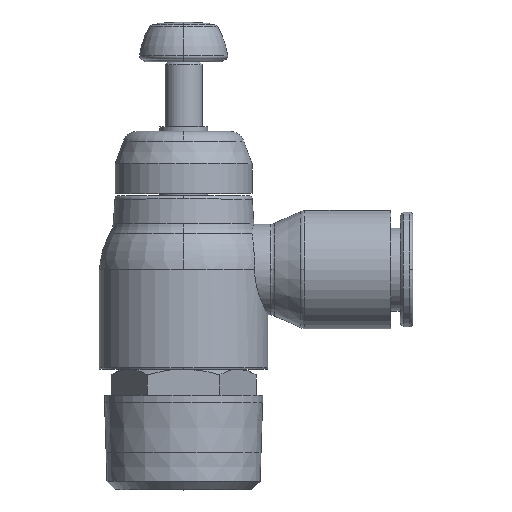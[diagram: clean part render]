
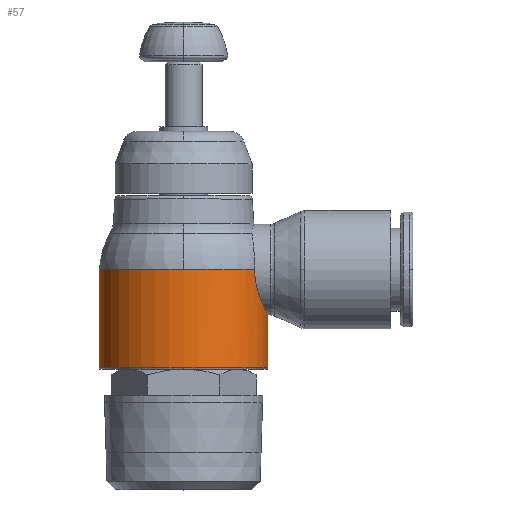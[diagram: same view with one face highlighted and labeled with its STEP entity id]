
A CAD part, top view. The second image highlights one B-rep face of the part: STEP entity #57.
In plain terms, the highlighted cylindrical face has radius 11.4 mm (diameter 22.801 mm), a partial arc.
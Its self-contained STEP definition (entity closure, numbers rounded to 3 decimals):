
#57=ADVANCED_FACE('',(#168),#169,.T.);
#168=FACE_OUTER_BOUND('',#379,.T.);
#169=CYLINDRICAL_SURFACE('',#380,11.4);
#379=EDGE_LOOP('',(#660,#661,#662,#663,#664,#665,#666));
#380=AXIS2_PLACEMENT_3D('',#667,#668,#669);
#660=ORIENTED_EDGE('',*,*,#1402,.F.);
#661=ORIENTED_EDGE('',*,*,#1403,.T.);
#662=ORIENTED_EDGE('',*,*,#1383,.T.);
#663=ORIENTED_EDGE('',*,*,#1404,.F.);
#664=ORIENTED_EDGE('',*,*,#1405,.T.);
#665=ORIENTED_EDGE('',*,*,#1399,.F.);
#666=ORIENTED_EDGE('',*,*,#1406,.F.);
#667=CARTESIAN_POINT('',(0.0,11.35,0.0));
#668=DIRECTION('',(0.0,1.0,0.0));
#669=DIRECTION('',(-1.0,0.0,0.0));
#1383=EDGE_CURVE('',#1645,#1651,#1653,.T.);
#1399=EDGE_CURVE('',#1681,#1684,#1685,.T.);
#1402=EDGE_CURVE('',#1689,#1690,#1691,.T.);
#1403=EDGE_CURVE('',#1689,#1645,#1692,.T.);
#1404=EDGE_CURVE('',#1693,#1651,#1694,.T.);
#1405=EDGE_CURVE('',#1693,#1684,#1695,.T.);
#1406=EDGE_CURVE('',#1690,#1681,#1696,.T.);
#1645=VERTEX_POINT('',#2049);
#1651=VERTEX_POINT('',#2055);
#1653=CIRCLE('',#2057,11.4);
#1681=VERTEX_POINT('',#2094);
#1684=VERTEX_POINT('',#2097);
#1685=CIRCLE('',#2098,11.4);
#1689=VERTEX_POINT('',#2109);
#1690=VERTEX_POINT('',#2110);
#1691=LINE('',#2111,#2112);
#1692=CIRCLE('',#2113,11.4);
#1693=VERTEX_POINT('',#2114);
#1694=LINE('',#2115,#2116);
#1695=B_SPLINE_CURVE_WITH_KNOTS('',3,(#2117,#2118,#2119,#2120,#2121,#2122,#2123,#2124,#2125,#2126,#2127,#2128,#2129,#2130,#2131,#2132,#2133,#2134,#2135,#2136,#2137,#2138,#2139,#2140,#2141,#2142,#2143,#2144,#2145,#2146,#2147,#2148,#2149,#2150,#2151,#2152,#2153,#2154,#2155),.UNSPECIFIED.,.F.,.F.,(4,3,2,2,2,2,2,2,2,2,2,2,2,2,2,2,2,2,4),(-1.186,0.0,1.186,2.372,3.557,4.743,5.925,7.106,8.287,9.468,10.65,11.831,13.012,14.194,15.379,16.565,17.751,18.937,20.123),.UNSPECIFIED.);
#1696=CIRCLE('',#2156,11.4);
#2049=CARTESIAN_POINT('',(0.,4.7,11.4));
#2055=CARTESIAN_POINT('',(11.4,4.7,0.));
#2057=AXIS2_PLACEMENT_3D('',#2891,#2892,#2893);
#2094=CARTESIAN_POINT('',(0.,18.0,11.4));
#2097=CARTESIAN_POINT('',(9.609,18.0,6.135));
#2098=AXIS2_PLACEMENT_3D('',#2932,#2933,#2934);
#2109=CARTESIAN_POINT('',(-11.4,4.7,0.0));
#2110=CARTESIAN_POINT('',(-11.4,18.0,0.));
#2111=CARTESIAN_POINT('',(-11.4,11.35,0.));
#2112=VECTOR('',#2938,1.0);
#2113=AXIS2_PLACEMENT_3D('',#2939,#2940,#2941);
#2114=CARTESIAN_POINT('',(11.4,11.865,0.));
#2115=CARTESIAN_POINT('',(11.4,11.35,0.));
#2116=VECTOR('',#2942,1.0);
#2117=CARTESIAN_POINT('',(9.684,19.2,-6.016));
#2118=CARTESIAN_POINT('',(9.634,18.8,-6.096));
#2119=CARTESIAN_POINT('',(9.609,18.395,-6.135));
#2120=CARTESIAN_POINT('',(9.609,18.0,-6.135));
#2121=CARTESIAN_POINT('',(9.609,17.605,-6.135));
#2122=CARTESIAN_POINT('',(9.634,17.2,-6.096));
#2123=CARTESIAN_POINT('',(9.733,16.4,-5.937));
#2124=CARTESIAN_POINT('',(9.807,16.005,-5.816));
#2125=CARTESIAN_POINT('',(9.987,15.253,-5.501));
#2126=CARTESIAN_POINT('',(10.093,14.895,-5.306));
#2127=CARTESIAN_POINT('',(10.316,14.233,-4.859));
#2128=CARTESIAN_POINT('',(10.432,13.93,-4.606));
#2129=CARTESIAN_POINT('',(10.653,13.395,-4.071));
#2130=CARTESIAN_POINT('',(10.765,13.142,-3.768));
#2131=CARTESIAN_POINT('',(10.974,12.695,-3.107));
#2132=CARTESIAN_POINT('',(11.071,12.499,-2.747));
#2133=CARTESIAN_POINT('',(11.231,12.184,-1.994));
#2134=CARTESIAN_POINT('',(11.295,12.063,-1.598));
#2135=CARTESIAN_POINT('',(11.38,11.904,-0.798));
#2136=CARTESIAN_POINT('',(11.4,11.865,-0.394));
#2137=CARTESIAN_POINT('',(11.4,11.865,0.394));
#2138=CARTESIAN_POINT('',(11.38,11.904,0.798));
#2139=CARTESIAN_POINT('',(11.295,12.063,1.598));
#2140=CARTESIAN_POINT('',(11.231,12.184,1.994));
#2141=CARTESIAN_POINT('',(11.071,12.499,2.747));
#2142=CARTESIAN_POINT('',(10.974,12.695,3.107));
#2143=CARTESIAN_POINT('',(10.765,13.142,3.768));
#2144=CARTESIAN_POINT('',(10.653,13.395,4.071));
#2145=CARTESIAN_POINT('',(10.432,13.93,4.606));
#2146=CARTESIAN_POINT('',(10.316,14.233,4.859));
#2147=CARTESIAN_POINT('',(10.093,14.895,5.306));
#2148=CARTESIAN_POINT('',(9.987,15.253,5.501));
#2149=CARTESIAN_POINT('',(9.807,16.005,5.816));
#2150=CARTESIAN_POINT('',(9.733,16.4,5.937));
#2151=CARTESIAN_POINT('',(9.634,17.2,6.096));
#2152=CARTESIAN_POINT('',(9.609,17.605,6.135));
#2153=CARTESIAN_POINT('',(9.609,18.395,6.135));
#2154=CARTESIAN_POINT('',(9.634,18.8,6.096));
#2155=CARTESIAN_POINT('',(9.684,19.2,6.016));
#2156=AXIS2_PLACEMENT_3D('',#2943,#2944,#2945);
#2891=CARTESIAN_POINT('',(0.0,4.7,0.0));
#2892=DIRECTION('',(0.0,1.0,0.0));
#2893=DIRECTION('',(-1.0,0.0,0.0));
#2932=CARTESIAN_POINT('',(0.0,18.0,0.0));
#2933=DIRECTION('',(0.0,1.0,0.0));
#2934=DIRECTION('',(-1.0,0.0,0.0));
#2938=DIRECTION('',(0.0,1.0,0.0));
#2939=CARTESIAN_POINT('',(0.0,4.7,0.0));
#2940=DIRECTION('',(0.0,1.0,0.0));
#2941=DIRECTION('',(-1.0,0.0,0.0));
#2942=DIRECTION('',(-0.0,-1.0,-0.0));
#2943=CARTESIAN_POINT('',(0.0,18.0,0.0));
#2944=DIRECTION('',(0.0,1.0,0.0));
#2945=DIRECTION('',(-1.0,0.0,0.0));
